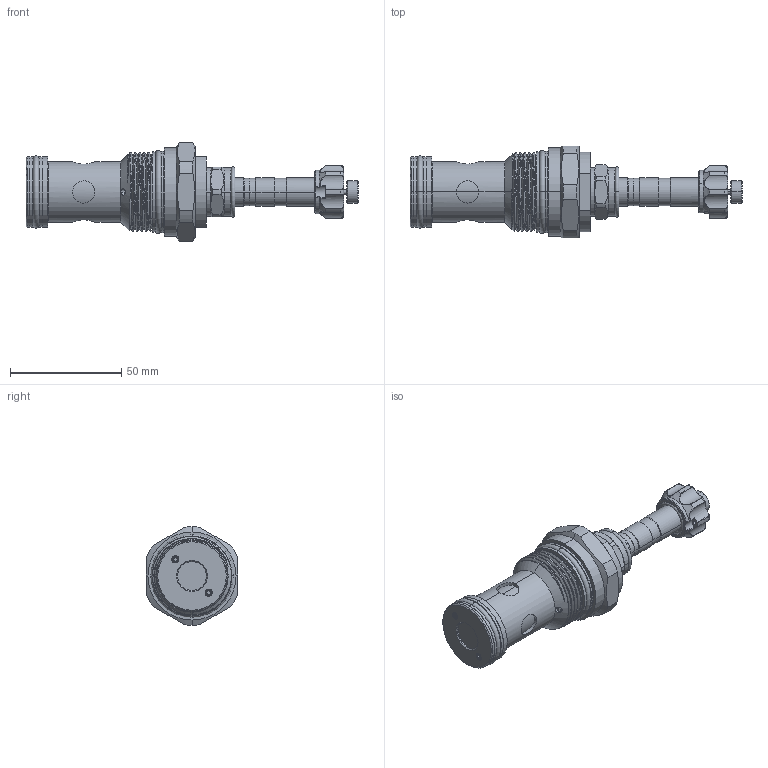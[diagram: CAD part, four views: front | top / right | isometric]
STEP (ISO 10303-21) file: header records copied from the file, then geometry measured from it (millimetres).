
FILE_DESCRIPTION (( 'STEP AP203' ), '1' );
FILE_NAME ('EP16A2A32P95.STEP', '2024-12-10T08:50:46', ( '' ), ( '' ), 'SwSTEP 2.0', 'SolidWorks 2018', '' );
FILE_SCHEMA (( 'CONFIG_CONTROL_DESIGN' ));
Length unit declared in the file: millimetre
Products named in the file (1): EP16A2A32P95
Bounding box: 149.1 x 41.2 x 44.3 mm (x, y, z)
Volume: 81827.6 mm3; surface area: 18210.3 mm2
Topology: 1 solids, 3 shells, 378 faces, 897 edges, 557 vertices
Faces by surface type: cylinder 176, plane 63, cone 58, torus 43, bspline 38
Entity records: 17707 total; most frequent: CARTESIAN_POINT 9223, ORIENTED_EDGE 1790, DIRECTION 1754, EDGE_CURVE 895, AXIS2_PLACEMENT_3D 748, VERTEX_POINT 557, EDGE_LOOP 414, CIRCLE 407
